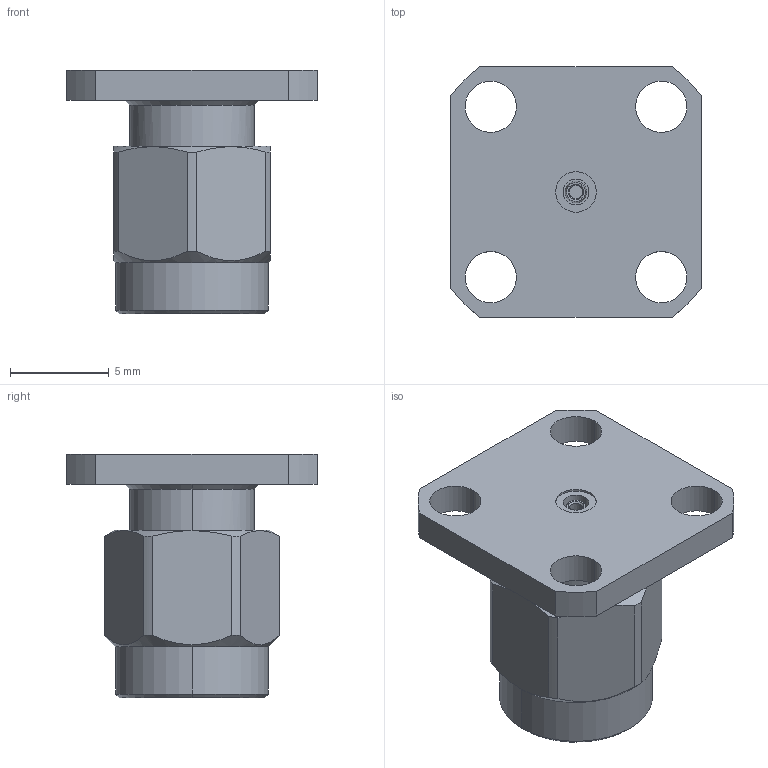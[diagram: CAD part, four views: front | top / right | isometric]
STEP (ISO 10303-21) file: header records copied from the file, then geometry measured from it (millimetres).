
FILE_DESCRIPTION (( 'STEP AP203' ), '1' );
FILE_NAME ('R125.430.001E.STEP', '2014-09-12T12:05:03', ( 'adminradiall' ), ( 'Microsoft' ), 'SwSTEP 2.0', 'SolidWorks 2014', '' );
FILE_SCHEMA (( 'CONFIG_CONTROL_DESIGN' ));
Length unit declared in the file: metre
Products named in the file (1): R125.430.001E
Bounding box: 12.7 x 12.7 x 12.36 mm (x, y, z)
Volume: 608.2 mm3; surface area: 958.7 mm2
Topology: 1 solids, 1 shells, 110 faces, 270 edges, 171 vertices
Faces by surface type: cylinder 43, cone 36, plane 31
Entity records: 3485 total; most frequent: CARTESIAN_POINT 754, DIRECTION 580, ORIENTED_EDGE 540, EDGE_CURVE 270, AXIS2_PLACEMENT_3D 239, VERTEX_POINT 171, EDGE_LOOP 129, CIRCLE 128
